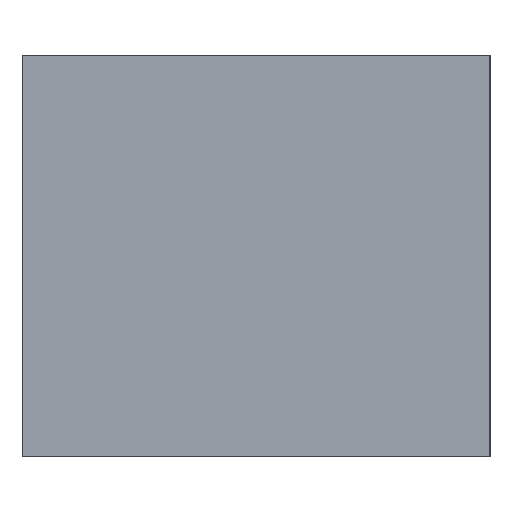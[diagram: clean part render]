
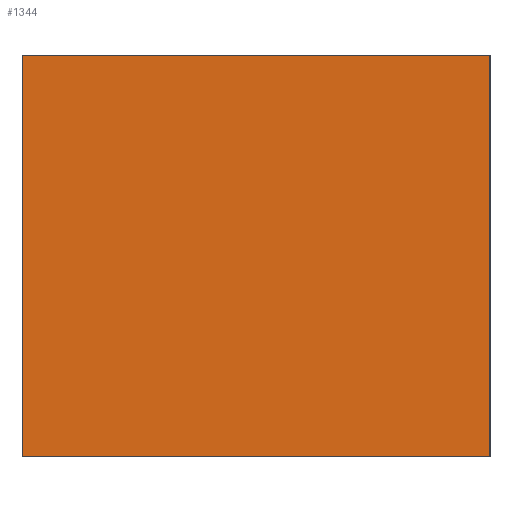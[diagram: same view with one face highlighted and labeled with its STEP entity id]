
A CAD part, left-side view. The second image highlights one B-rep face of the part: STEP entity #1344.
In plain terms, the highlighted planar face has unit normal (-1, 0, 0).
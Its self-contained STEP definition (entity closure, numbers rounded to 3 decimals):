
#49=PLANE('',#1401);
#117=FACE_OUTER_BOUND('',#185,.T.);
#185=EDGE_LOOP('',(#1236,#1237,#1238,#1239));
#251=LINE('',#8645,#387);
#317=LINE('',#8863,#453);
#321=LINE('',#8984,#457);
#322=LINE('',#8986,#458);
#387=VECTOR('',#1471,10.);
#453=VECTOR('',#1599,10.);
#457=VECTOR('',#1607,10.);
#458=VECTOR('',#1610,10.);
#644=VERTEX_POINT('',#8642);
#645=VERTEX_POINT('',#8644);
#651=VERTEX_POINT('',#8860);
#652=VERTEX_POINT('',#8862);
#777=EDGE_CURVE('',#644,#645,#251,.T.);
#845=EDGE_CURVE('',#651,#652,#317,.T.);
#849=EDGE_CURVE('',#651,#645,#321,.T.);
#850=EDGE_CURVE('',#652,#644,#322,.T.);
#1236=ORIENTED_EDGE('',*,*,#845,.F.);
#1237=ORIENTED_EDGE('',*,*,#849,.T.);
#1238=ORIENTED_EDGE('',*,*,#777,.F.);
#1239=ORIENTED_EDGE('',*,*,#850,.F.);
#1344=ADVANCED_FACE('',(#117),#49,.T.);
#1401=AXIS2_PLACEMENT_3D('',#8985,#1608,#1609);
#1471=DIRECTION('',(0.,1.,0.));
#1599=DIRECTION('',(0.,-1.,0.));
#1607=DIRECTION('',(0.,0.,-1.));
#1608=DIRECTION('center_axis',(-1.,0.,0.));
#1609=DIRECTION('ref_axis',(0.,1.,0.));
#1610=DIRECTION('',(0.,0.,-1.));
#8642=CARTESIAN_POINT('',(-11.754,14.827,-6.));
#8644=CARTESIAN_POINT('',(-11.754,21.827,-6.));
#8645=CARTESIAN_POINT('',(-11.754,21.827,-6.));
#8860=CARTESIAN_POINT('',(-11.754,21.827,0.));
#8862=CARTESIAN_POINT('',(-11.754,14.827,0.));
#8863=CARTESIAN_POINT('',(-11.754,21.827,0.));
#8984=CARTESIAN_POINT('',(-11.754,21.827,0.));
#8985=CARTESIAN_POINT('Origin',(-11.754,14.827,0.));
#8986=CARTESIAN_POINT('',(-11.754,14.827,0.));
